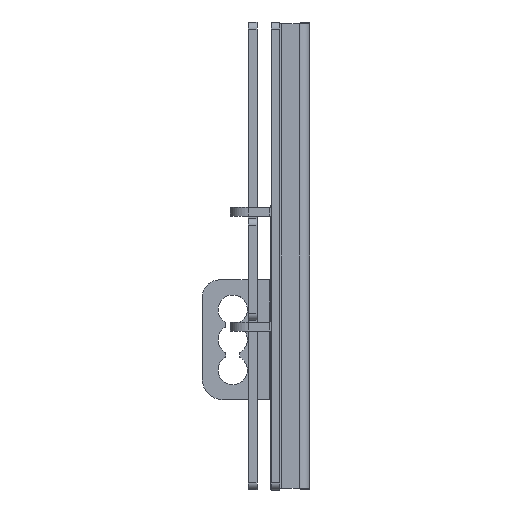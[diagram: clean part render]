
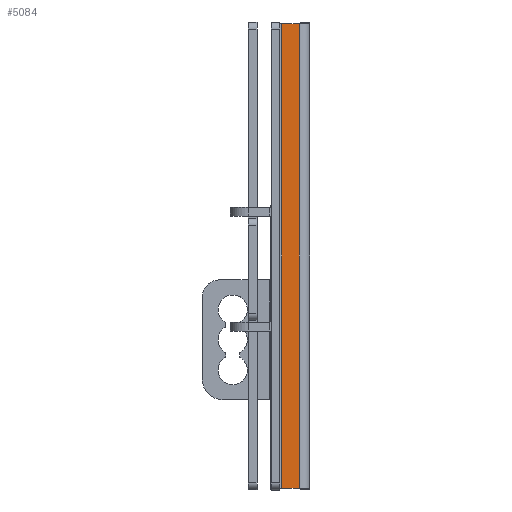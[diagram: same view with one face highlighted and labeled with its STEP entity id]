
A CAD part, front view. The second image highlights one B-rep face of the part: STEP entity #5084.
In plain terms, the highlighted planar face has unit normal (0, -1, 0).
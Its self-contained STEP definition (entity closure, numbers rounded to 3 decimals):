
#516=DIRECTION('',(-1.,0.,0.));
#517=VECTOR('',#516,5.);
#518=CARTESIAN_POINT('',(-57.1,-57.,88.781));
#519=LINE('',#518,#517);
#1345=DIRECTION('',(1.,0.,0.));
#1346=VECTOR('',#1345,5.);
#1347=CARTESIAN_POINT('',(-62.1,-57.,
-42.819));
#1348=LINE('',#1347,#1346);
#1403=DIRECTION('',(0.,0.,-1.));
#1404=VECTOR('',#1403,131.6);
#1405=CARTESIAN_POINT('',(-62.1,-57.,
88.781));
#1406=LINE('',#1405,#1404);
#1407=DIRECTION('',(0.,0.,-1.));
#1408=VECTOR('',#1407,131.6);
#1409=CARTESIAN_POINT('',(-57.1,-57.,
88.781));
#1410=LINE('',#1409,#1408);
#2511=CARTESIAN_POINT('',(-57.1,-57.,
88.781));
#2512=VERTEX_POINT('',#2511);
#2515=CARTESIAN_POINT('',(-57.1,-57.,
-42.819));
#2516=VERTEX_POINT('',#2515);
#2519=CARTESIAN_POINT('',(-62.1,-57.,
88.781));
#2520=VERTEX_POINT('',#2519);
#2525=CARTESIAN_POINT('',(-62.1,-57.,
-42.819));
#2526=VERTEX_POINT('',#2525);
#5072=CARTESIAN_POINT('',(-59.6,-57.,
22.981));
#5073=DIRECTION('',(0.,1.,0.));
#5074=DIRECTION('',(-1.,0.,0.));
#5075=AXIS2_PLACEMENT_3D('',#5072,#5073,#5074);
#5076=PLANE('',#5075);
#5077=ORIENTED_EDGE('',*,*,#5059,.F.);
#5078=ORIENTED_EDGE('',*,*,#3473,.F.);
#5080=ORIENTED_EDGE('',*,*,#5079,.T.);
#5081=ORIENTED_EDGE('',*,*,#4936,.F.);
#5082=EDGE_LOOP('',(#5077,#5078,#5080,#5081));
#5083=FACE_OUTER_BOUND('',#5082,.F.);
#3473=EDGE_CURVE('',#2512,#2520,#519,.T.);
#4936=EDGE_CURVE('',#2526,#2516,#1348,.T.);
#5059=EDGE_CURVE('',#2520,#2526,#1406,.T.);
#5079=EDGE_CURVE('',#2512,#2516,#1410,.T.);
#5084=ADVANCED_FACE('',(#5083),#5076,.F.);
